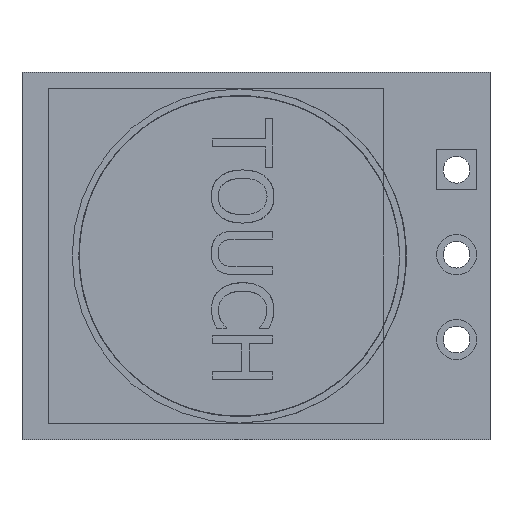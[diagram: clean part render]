
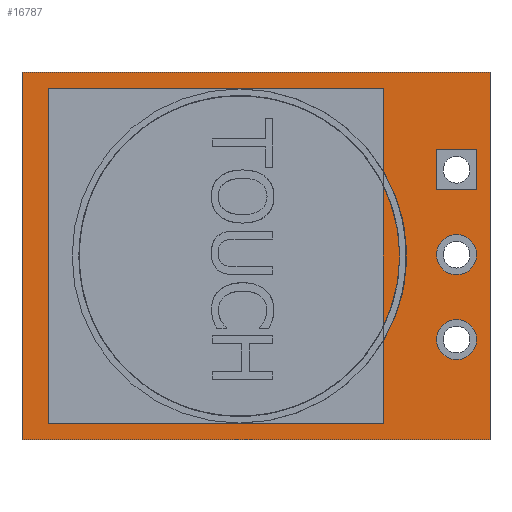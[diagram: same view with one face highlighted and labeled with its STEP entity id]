
A CAD part, front view. The second image highlights one B-rep face of the part: STEP entity #16787.
In plain terms, the highlighted planar face has unit normal (0, -1, 0).
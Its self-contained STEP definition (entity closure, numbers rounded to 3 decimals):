
#114=CIRCLE('',#17429,0.6);
#117=CIRCLE('',#17434,0.6);
#215=FACE_BOUND('',#2547,.T.);
#216=FACE_BOUND('',#2548,.T.);
#217=FACE_BOUND('',#2549,.T.);
#218=FACE_BOUND('',#2550,.T.);
#764=PLANE('',#17464);
#1610=FACE_OUTER_BOUND('',#2546,.T.);
#2546=EDGE_LOOP('',(#14815,#14816,#14817,#14818));
#2547=EDGE_LOOP('',(#14819,#14820,#14821,#14822));
#2548=EDGE_LOOP('',(#14823));
#2549=EDGE_LOOP('',(#14824));
#2550=EDGE_LOOP('',(#14825,#14826,#14827,#14828));
#2689=LINE('',#21409,#4371);
#2692=LINE('',#21414,#4374);
#2695=LINE('',#21420,#4377);
#2698=LINE('',#21424,#4380);
#4200=LINE('',#28488,#5882);
#4204=LINE('',#28496,#5886);
#4207=LINE('',#28502,#5889);
#4210=LINE('',#28507,#5892);
#4225=LINE('',#28554,#5907);
#4228=LINE('',#28559,#5910);
#4230=LINE('',#28563,#5912);
#4232=LINE('',#28566,#5914);
#4371=VECTOR('',#17713,10.);
#4374=VECTOR('',#17718,10.);
#4377=VECTOR('',#17723,10.);
#4380=VECTOR('',#17728,10.);
#5882=VECTOR('',#20370,10.);
#5886=VECTOR('',#20376,10.);
#5889=VECTOR('',#20381,10.);
#5892=VECTOR('',#20386,10.);
#5907=VECTOR('',#20441,10.);
#5910=VECTOR('',#20446,10.);
#5912=VECTOR('',#20450,10.);
#5914=VECTOR('',#20454,10.);
#6596=VERTEX_POINT('',#21407);
#6597=VERTEX_POINT('',#21408);
#6598=VERTEX_POINT('',#21413);
#6600=VERTEX_POINT('',#21419);
#7938=VERTEX_POINT('',#28470);
#7941=VERTEX_POINT('',#28479);
#7943=VERTEX_POINT('',#28486);
#7944=VERTEX_POINT('',#28487);
#7947=VERTEX_POINT('',#28495);
#7949=VERTEX_POINT('',#28501);
#7961=VERTEX_POINT('',#28552);
#7962=VERTEX_POINT('',#28553);
#7963=VERTEX_POINT('',#28558);
#7964=VERTEX_POINT('',#28562);
#8189=EDGE_CURVE('',#6596,#6597,#2689,.T.);
#8192=EDGE_CURVE('',#6597,#6598,#2692,.T.);
#8195=EDGE_CURVE('',#6598,#6600,#2695,.T.);
#8198=EDGE_CURVE('',#6600,#6596,#2698,.T.);
#10208=EDGE_CURVE('',#7938,#7938,#114,.T.);
#10212=EDGE_CURVE('',#7941,#7941,#117,.T.);
#10214=EDGE_CURVE('',#7943,#7944,#4200,.T.);
#10218=EDGE_CURVE('',#7947,#7943,#4204,.T.);
#10221=EDGE_CURVE('',#7949,#7947,#4207,.T.);
#10224=EDGE_CURVE('',#7944,#7949,#4210,.T.);
#10245=EDGE_CURVE('',#7961,#7962,#4225,.T.);
#10248=EDGE_CURVE('',#7963,#7961,#4228,.T.);
#10250=EDGE_CURVE('',#7964,#7963,#4230,.T.);
#10252=EDGE_CURVE('',#7962,#7964,#4232,.T.);
#14815=ORIENTED_EDGE('',*,*,#10252,.F.);
#14816=ORIENTED_EDGE('',*,*,#10245,.F.);
#14817=ORIENTED_EDGE('',*,*,#10248,.F.);
#14818=ORIENTED_EDGE('',*,*,#10250,.F.);
#14819=ORIENTED_EDGE('',*,*,#8189,.T.);
#14820=ORIENTED_EDGE('',*,*,#8192,.T.);
#14821=ORIENTED_EDGE('',*,*,#8195,.T.);
#14822=ORIENTED_EDGE('',*,*,#8198,.T.);
#14823=ORIENTED_EDGE('',*,*,#10208,.T.);
#14824=ORIENTED_EDGE('',*,*,#10212,.T.);
#14825=ORIENTED_EDGE('',*,*,#10214,.T.);
#14826=ORIENTED_EDGE('',*,*,#10224,.T.);
#14827=ORIENTED_EDGE('',*,*,#10221,.T.);
#14828=ORIENTED_EDGE('',*,*,#10218,.T.);
#16787=ADVANCED_FACE('',(#1610,#215,#216,#217,#218),#764,.F.);
#17429=AXIS2_PLACEMENT_3D('',#28472,#20351,#20352);
#17434=AXIS2_PLACEMENT_3D('',#28481,#20362,#20363);
#17464=AXIS2_PLACEMENT_3D('',#28567,#20455,#20456);
#17713=DIRECTION('',(0.,0.,1.));
#17718=DIRECTION('',(1.,0.,0.));
#17723=DIRECTION('',(0.,0.,-1.));
#17728=DIRECTION('',(-1.,0.,0.));
#20351=DIRECTION('center_axis',(0.,1.,0.));
#20352=DIRECTION('ref_axis',(1.,0.,0.));
#20362=DIRECTION('center_axis',(0.,1.,0.));
#20363=DIRECTION('ref_axis',(1.,0.,0.));
#20370=DIRECTION('',(-1.,0.,0.));
#20376=DIRECTION('',(0.,0.,-1.));
#20381=DIRECTION('',(1.,0.,0.));
#20386=DIRECTION('',(0.,0.,1.));
#20441=DIRECTION('',(-1.,0.,0.));
#20446=DIRECTION('',(0.,0.,-1.));
#20450=DIRECTION('',(1.,0.,0.));
#20454=DIRECTION('',(0.,0.,1.));
#20455=DIRECTION('center_axis',(0.,1.,0.));
#20456=DIRECTION('ref_axis',(0.,0.,1.));
#21407=CARTESIAN_POINT('',(-6.2,0.,-5.));
#21408=CARTESIAN_POINT('',(-6.2,0.,5.));
#21409=CARTESIAN_POINT('',(-6.2,0.,2.5));
#21413=CARTESIAN_POINT('',(3.8,0.,5.));
#21414=CARTESIAN_POINT('',(1.9,0.,5.));
#21419=CARTESIAN_POINT('',(3.8,0.,-5.));
#21420=CARTESIAN_POINT('',(3.8,0.,-2.5));
#21424=CARTESIAN_POINT('',(-3.1,0.,-5.));
#28470=CARTESIAN_POINT('',(5.4,0.,-2.5));
#28472=CARTESIAN_POINT('Origin',(6.,0.,-2.5));
#28479=CARTESIAN_POINT('',(5.4,0.,0.04));
#28481=CARTESIAN_POINT('Origin',(6.,0.,0.04));
#28486=CARTESIAN_POINT('',(6.6,0.,1.98));
#28487=CARTESIAN_POINT('',(5.4,0.,1.98));
#28488=CARTESIAN_POINT('',(3.3,0.,1.98));
#28495=CARTESIAN_POINT('',(6.6,0.,3.18));
#28496=CARTESIAN_POINT('',(6.6,0.,1.59));
#28501=CARTESIAN_POINT('',(5.4,0.,3.18));
#28502=CARTESIAN_POINT('',(2.7,0.,3.18));
#28507=CARTESIAN_POINT('',(5.4,0.,0.99));
#28552=CARTESIAN_POINT('',(7.,0.,-5.5));
#28553=CARTESIAN_POINT('',(-7.,0.,-5.5));
#28554=CARTESIAN_POINT('',(7.,0.,-5.5));
#28558=CARTESIAN_POINT('',(7.,0.,5.5));
#28559=CARTESIAN_POINT('',(7.,0.,5.5));
#28562=CARTESIAN_POINT('',(-7.,0.,5.5));
#28563=CARTESIAN_POINT('',(-7.,0.,5.5));
#28566=CARTESIAN_POINT('',(-7.,0.,-5.5));
#28567=CARTESIAN_POINT('Origin',(0.,0.,0.));
